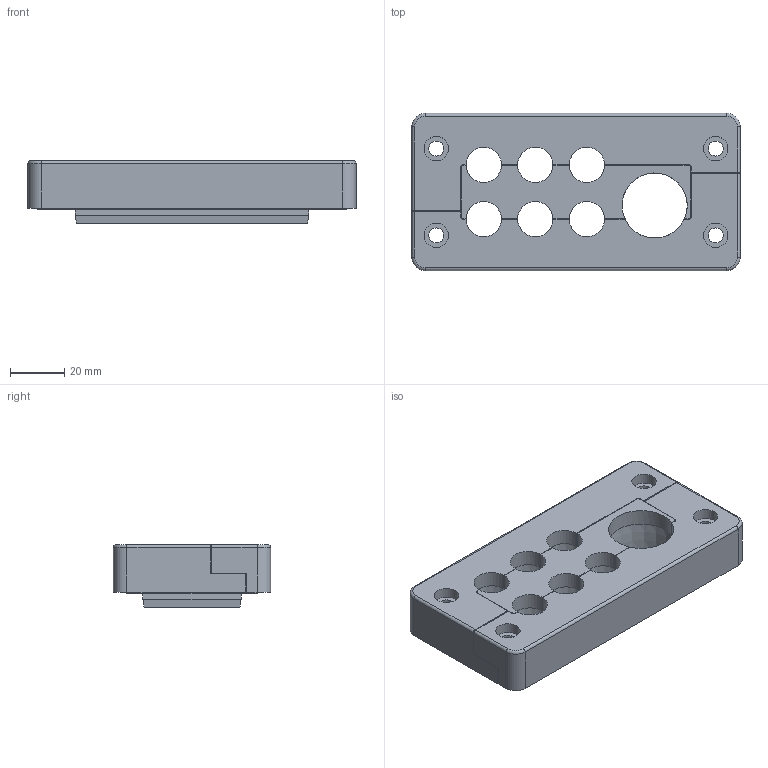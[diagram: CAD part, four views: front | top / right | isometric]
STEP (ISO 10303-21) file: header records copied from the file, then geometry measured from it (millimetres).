
FILE_DESCRIPTION( ( 'STEP AP203' ), ' ' );
FILE_NAME( 'expmgtmp_1532_2.stp', '2017-08-21T20:23:45', ( '' ), ( '' ), ' ', 'PARTsolutions', ' ' );
FILE_SCHEMA( ( 'CONFIG_CONTROL_DESIGN' ) );
Length unit declared in the file: millimetre
Products named in the file (3): KDL/D 16/7_87141030ohne Tuelle---ohne Tuelleohne Tuelleohne Tuelleohne Tuelleohne Tuelleohne Tuelle------; _KDL/D 16/7871410302; _KDL/D 16/7871410301
Assembly tree (2 placements, depth 2):
  KDL/D 16/7_87141030ohne Tuelle---ohne Tuelleohne Tuelleohne Tuelleohne Tuelleohne Tuelleohne Tuelle------
    _KDL/D 16/7871410302
    _KDL/D 16/7871410301
Bounding box: 121 x 58 x 23 mm (x, y, z)
Volume: 100290.8 mm3; surface area: 43838.3 mm2
Topology: 2 solids, 2 shells, 145 faces, 417 edges, 274 vertices
Faces by surface type: plane 90, cylinder 44, cone 7, torus 4
Full cylindrical faces by diameter (mm): 5.5 x8, 9 x4, 13 x6, 14.95 x6, 24 x1, 24.95 x1
Entity records: 4624 total; most frequent: DIRECTION 782, CARTESIAN_POINT 770, ORIENTED_EDGE 732, EDGE_CURVE 366, AXIS2_PLACEMENT_3D 268, VERTEX_POINT 256, LINE 246, VECTOR 246
